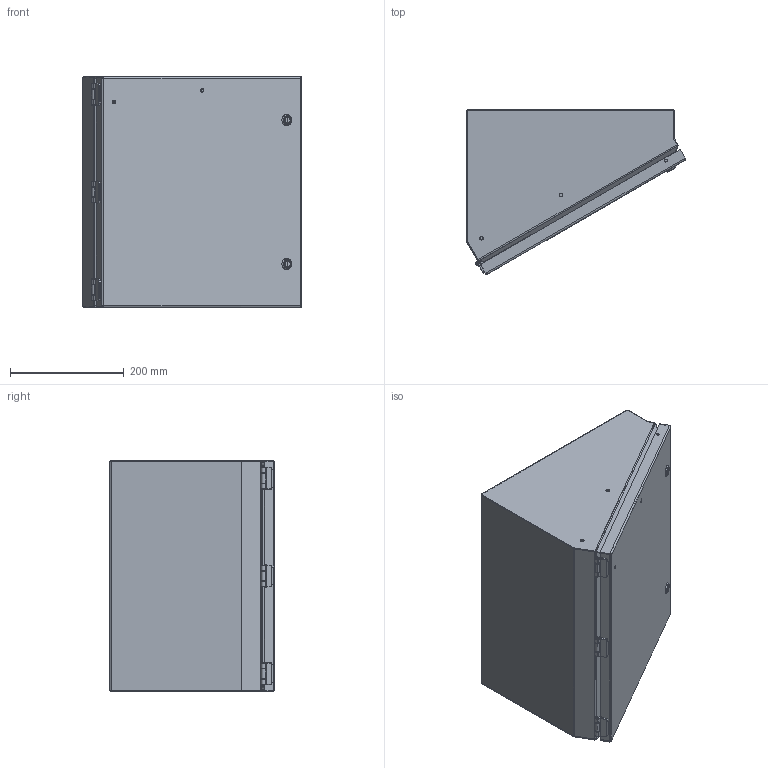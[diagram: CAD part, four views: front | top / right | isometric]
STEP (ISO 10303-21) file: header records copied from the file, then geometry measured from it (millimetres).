
FILE_DESCRIPTION (( 'STEP AP214' ), '1' );
FILE_NAME ('SCE-16C16ELJ.STEP', '2021-01-04T19:48:55', ( '' ), ( '' ), 'SwSTEP 2.0', 'SolidWorks 2019', '' );
FILE_SCHEMA (( 'AUTOMOTIVE_DESIGN' ));
Length unit declared in the file: inch
Products named in the file (1): SCE-16C16ELJ
Bounding box: 384.29 x 289.06 x 406.5 mm (x, y, z)
Volume: 1298425.8 mm3; surface area: 1603666.4 mm2
Topology: 35 solids, 38 shells, 1332 faces, 3099 edges, 1864 vertices
Faces by surface type: cylinder 541, plane 515, torus 126, bspline 93, cone 33, sphere 24
Full cylindrical faces by diameter (mm): 5.08 x2, 7.874 x2, 8.89 x2, 11.684 x2
Entity records: 71433 total; most frequent: CARTESIAN_POINT 32273, DIRECTION 6373, ORIENTED_EDGE 6134, EDGE_CURVE 3067, AXIS2_PLACEMENT_3D 2403, VERTEX_POINT 1858, LINE 1567, VECTOR 1567
